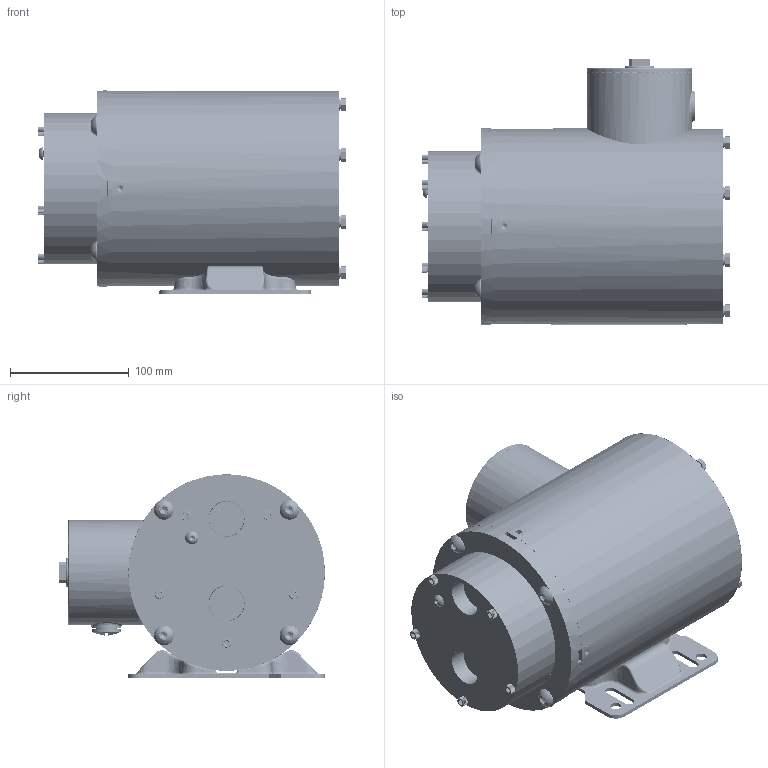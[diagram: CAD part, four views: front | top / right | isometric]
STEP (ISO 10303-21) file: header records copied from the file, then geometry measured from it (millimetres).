
FILE_DESCRIPTION((''),'2;1');
FILE_NAME('','2025-06-16T18:48:00+00:00',('none'),('none'),'','','none');
FILE_SCHEMA(('CONFIG_CONTROL_DESIGN'));
Length unit declared in the file: millimetre
Products named in the file (1): Spiral Stack 03 Layout
Bounding box: 259.05 x 223.82 x 170.82 mm (x, y, z)
Surface area: 466909.3 mm2 (no closed solid volume)
Topology: 0 solids, 5548 shells, 5548 faces, 30151 edges, 30074 vertices
Faces by surface type: bspline 2954, plane 1025, cylinder 939, revolution 629, extrusion 1
Entity records: 334757 total; most frequent: CARTESIAN_POINT 175300, ORIENTED_EDGE 29995, EDGE_CURVE 29995, VERTEX_POINT 29995, B_SPLINE_CURVE_WITH_KNOTS 12779, DIRECTION 10799, EDGE_LOOP 5675, OPEN_SHELL 5547
